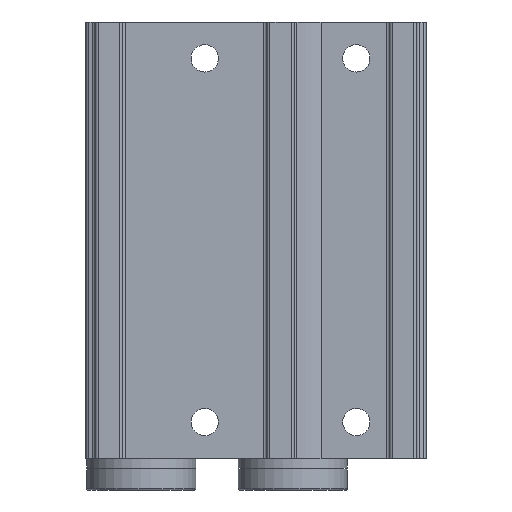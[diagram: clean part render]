
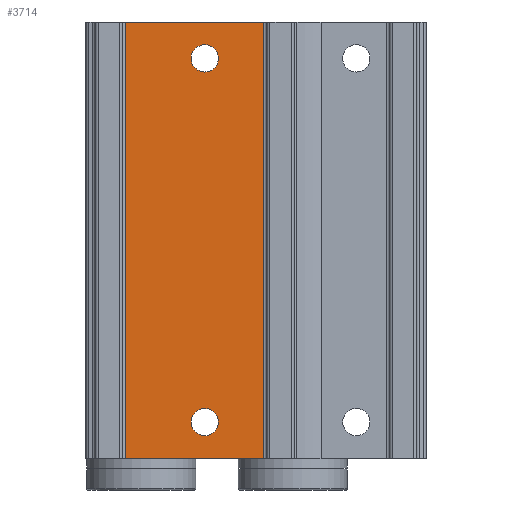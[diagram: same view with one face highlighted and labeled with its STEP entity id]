
A CAD part, front view. The second image highlights one B-rep face of the part: STEP entity #3714.
In plain terms, the highlighted planar face has unit normal (0, -1, 0).
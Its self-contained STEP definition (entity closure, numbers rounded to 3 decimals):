
#115=PLANE('',#4021);
#244=CIRCLE('',#4022,2.25);
#245=CIRCLE('',#4023,2.25);
#509=ORIENTED_EDGE('',*,*,#1511,.F.);
#510=ORIENTED_EDGE('',*,*,#1512,.F.);
#511=ORIENTED_EDGE('',*,*,#1513,.F.);
#512=ORIENTED_EDGE('',*,*,#1510,.F.);
#513=ORIENTED_EDGE('',*,*,#1514,.T.);
#514=ORIENTED_EDGE('',*,*,#1515,.T.);
#1510=EDGE_CURVE('',#2006,#2005,#2367,.T.);
#1511=EDGE_CURVE('',#2007,#2007,#244,.T.);
#1512=EDGE_CURVE('',#2008,#2008,#245,.T.);
#1513=EDGE_CURVE('',#2005,#2009,#2368,.T.);
#1514=EDGE_CURVE('',#2006,#2010,#2369,.T.);
#1515=EDGE_CURVE('',#2010,#2009,#2370,.T.);
#2005=VERTEX_POINT('',#5826);
#2006=VERTEX_POINT('',#5828);
#2007=VERTEX_POINT('',#5832);
#2008=VERTEX_POINT('',#5834);
#2009=VERTEX_POINT('',#5836);
#2010=VERTEX_POINT('',#5838);
#2367=LINE('',#5829,#2644);
#2368=LINE('',#5835,#2645);
#2369=LINE('',#5837,#2646);
#2370=LINE('',#5839,#2647);
#2644=VECTOR('',#4536,1000.);
#2645=VECTOR('',#4543,1000.);
#2646=VECTOR('',#4544,1000.);
#2647=VECTOR('',#4545,1000.);
#2919=EDGE_LOOP('',(#509));
#2920=EDGE_LOOP('',(#510));
#2921=EDGE_LOOP('',(#511,#512,#513,#514));
#3276=FACE_BOUND('',#2919,.T.);
#3277=FACE_BOUND('',#2920,.T.);
#3278=FACE_BOUND('',#2921,.T.);
#3714=ADVANCED_FACE('',(#3276,#3277,#3278),#115,.T.);
#4021=AXIS2_PLACEMENT_3D('',#5830,#4537,#4538);
#4022=AXIS2_PLACEMENT_3D('',#5831,#4539,#4540);
#4023=AXIS2_PLACEMENT_3D('',#5833,#4541,#4542);
#4536=DIRECTION('',(0.,0.,1.));
#4537=DIRECTION('',(0.,-1.,0.));
#4538=DIRECTION('',(0.,0.,-1.));
#4539=DIRECTION('',(0.,-1.,0.));
#4540=DIRECTION('',(0.,0.,-1.));
#4541=DIRECTION('',(0.,-1.,0.));
#4542=DIRECTION('',(0.,0.,-1.));
#4543=DIRECTION('',(1.,0.,0.));
#4544=DIRECTION('',(1.,0.,0.));
#4545=DIRECTION('',(0.,0.,1.));
#5826=CARTESIAN_POINT('',(-27.6,6.5,0.));
#5828=CARTESIAN_POINT('',(-27.6,6.5,-72.));
#5829=CARTESIAN_POINT('',(-27.6,6.5,-72.));
#5830=CARTESIAN_POINT('',(-27.6,6.5,-72.));
#5831=CARTESIAN_POINT('',(-14.5,6.5,-66.));
#5832=CARTESIAN_POINT('',(-14.5,6.5,-68.25));
#5833=CARTESIAN_POINT('',(-14.5,6.5,-6.));
#5834=CARTESIAN_POINT('',(-14.5,6.5,-8.25));
#5835=CARTESIAN_POINT('',(-27.6,6.5,0.));
#5836=CARTESIAN_POINT('',(-4.75,6.5,0.));
#5837=CARTESIAN_POINT('',(-27.6,6.5,-72.));
#5838=CARTESIAN_POINT('',(-4.75,6.5,-72.));
#5839=CARTESIAN_POINT('',(-4.75,6.5,-72.));
